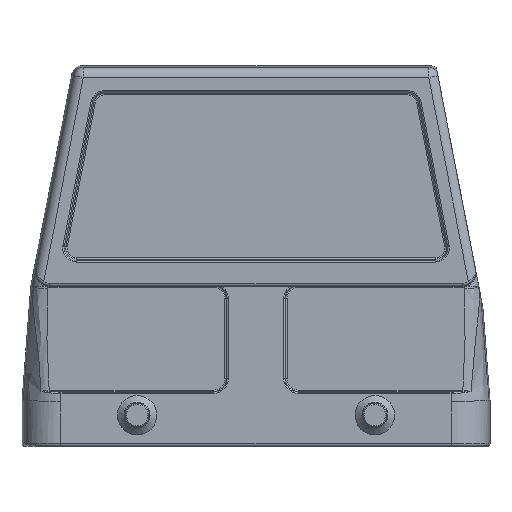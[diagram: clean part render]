
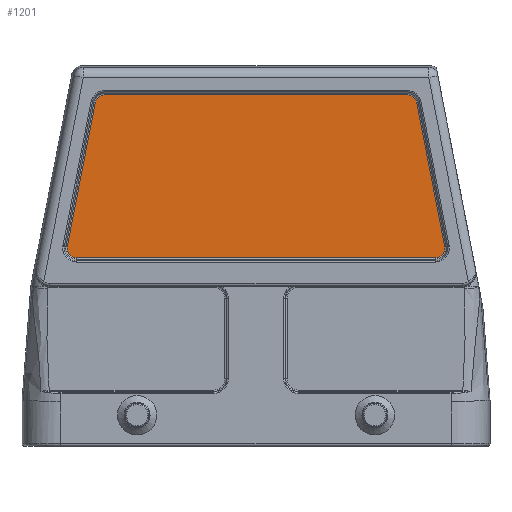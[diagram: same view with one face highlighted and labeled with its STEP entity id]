
A CAD part, front view. The second image highlights one B-rep face of the part: STEP entity #1201.
In plain terms, the highlighted planar face has unit normal (0, -1, 0).
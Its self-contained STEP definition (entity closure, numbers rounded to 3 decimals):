
#1201=ADVANCED_FACE('',(#1890),#1711,.F.);
#1711=PLANE('',#11228);
#1890=FACE_OUTER_BOUND('',#2388,.T.);
#2388=EDGE_LOOP('',(#3146,#3147,#3148,#3149,#3150,#3151,#3152,#3153));
#3146=ORIENTED_EDGE('',*,*,#6341,.T.);
#3147=ORIENTED_EDGE('',*,*,#6342,.T.);
#3148=ORIENTED_EDGE('',*,*,#6343,.T.);
#3149=ORIENTED_EDGE('',*,*,#6344,.T.);
#3150=ORIENTED_EDGE('',*,*,#6345,.T.);
#3151=ORIENTED_EDGE('',*,*,#6346,.T.);
#3152=ORIENTED_EDGE('',*,*,#6347,.T.);
#3153=ORIENTED_EDGE('',*,*,#6348,.T.);
#5566=VERTEX_POINT('',#16547);
#5567=VERTEX_POINT('',#16548);
#5568=VERTEX_POINT('',#16550);
#5569=VERTEX_POINT('',#16552);
#5570=VERTEX_POINT('',#16554);
#5571=VERTEX_POINT('',#16556);
#5572=VERTEX_POINT('',#16558);
#5573=VERTEX_POINT('',#16560);
#6341=EDGE_CURVE('',#5566,#5567,#9273,.T.);
#6342=EDGE_CURVE('',#5567,#5568,#7411,.T.);
#6343=EDGE_CURVE('',#5568,#5569,#9274,.T.);
#6344=EDGE_CURVE('',#5569,#5570,#7412,.T.);
#6345=EDGE_CURVE('',#5570,#5571,#9275,.T.);
#6346=EDGE_CURVE('',#5571,#5572,#7413,.T.);
#6347=EDGE_CURVE('',#5572,#5573,#9276,.T.);
#6348=EDGE_CURVE('',#5573,#5566,#7414,.T.);
#7411=CIRCLE('',#11224,1.835);
#7412=CIRCLE('',#11225,1.835);
#7413=CIRCLE('',#11226,1.835);
#7414=CIRCLE('',#11227,1.835);
#9273=LINE('',#16546,#9904);
#9274=LINE('',#16551,#9905);
#9275=LINE('',#16555,#9906);
#9276=LINE('',#16559,#9907);
#9904=VECTOR('',#12365,1.);
#9905=VECTOR('',#12368,1.);
#9906=VECTOR('',#12371,1.);
#9907=VECTOR('',#12374,1.);
#11224=AXIS2_PLACEMENT_3D('',#16549,#12366,#12367);
#11225=AXIS2_PLACEMENT_3D('',#16553,#12369,#12370);
#11226=AXIS2_PLACEMENT_3D('',#16557,#12372,#12373);
#11227=AXIS2_PLACEMENT_3D('',#16561,#12375,#12376);
#11228=AXIS2_PLACEMENT_3D('',#16562,#12377,#12378);
#12365=DIRECTION('',(-0.191,0.,0.982));
#12366=DIRECTION('',(0.,-1.,0.));
#12367=DIRECTION('',(0.,0.,1.));
#12368=DIRECTION('',(-1.,0.,0.));
#12369=DIRECTION('',(0.,-1.,0.));
#12370=DIRECTION('',(0.,0.,1.));
#12371=DIRECTION('',(-0.191,0.,-0.982));
#12372=DIRECTION('',(0.,-1.,0.));
#12373=DIRECTION('',(0.,0.,1.));
#12374=DIRECTION('',(1.,0.,0.));
#12375=DIRECTION('',(0.,-1.,0.));
#12376=DIRECTION('',(0.,0.,1.));
#12377=DIRECTION('',(0.,1.,0.));
#12378=DIRECTION('',(0.,0.,-1.));
#16546=CARTESIAN_POINT('',(32.095,-21.25,59.55));
#16547=CARTESIAN_POINT('',(37.703,-21.25,30.7));
#16548=CARTESIAN_POINT('',(32.095,-21.25,59.55));
#16549=CARTESIAN_POINT('',(30.294,-21.25,59.2));
#16550=CARTESIAN_POINT('',(30.294,-21.25,61.035));
#16551=CARTESIAN_POINT('',(-30.294,-21.25,61.035));
#16552=CARTESIAN_POINT('',(-30.294,-21.25,61.035));
#16553=CARTESIAN_POINT('',(-30.294,-21.25,59.2));
#16554=CARTESIAN_POINT('',(-32.095,-21.25,59.55));
#16555=CARTESIAN_POINT('',(-37.703,-21.25,30.7));
#16556=CARTESIAN_POINT('',(-37.703,-21.25,30.7));
#16557=CARTESIAN_POINT('',(-35.902,-21.25,30.35));
#16558=CARTESIAN_POINT('',(-35.902,-21.25,28.515));
#16559=CARTESIAN_POINT('',(35.902,-21.25,28.515));
#16560=CARTESIAN_POINT('',(35.902,-21.25,28.515));
#16561=CARTESIAN_POINT('',(35.902,-21.25,30.35));
#16562=CARTESIAN_POINT('',(30.294,-21.25,59.2));
